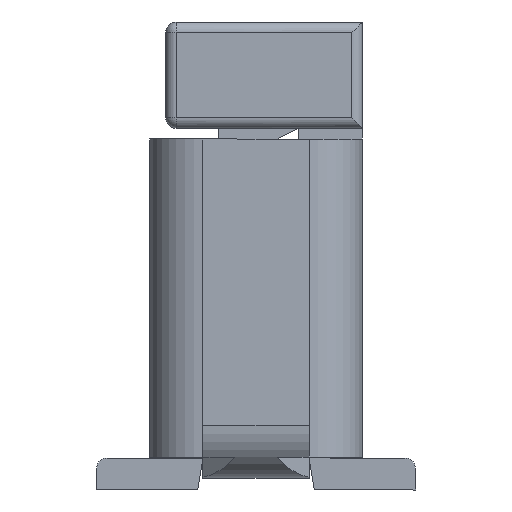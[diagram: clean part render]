
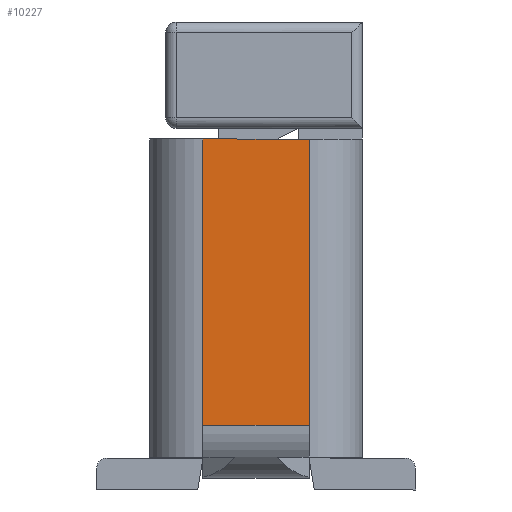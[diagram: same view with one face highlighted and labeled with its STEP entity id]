
A CAD part, left-side view. The second image highlights one B-rep face of the part: STEP entity #10227.
In plain terms, the highlighted planar face has unit normal (-1, 0, 0).
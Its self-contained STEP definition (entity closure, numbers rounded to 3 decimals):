
#1270 = ORIENTED_EDGE ( 'NONE', *, *, #9584, .T. ) ;
#2069 = CARTESIAN_POINT ( 'NONE',  ( -4.25, -2.45, -1.84 ) ) ;
#3615 = VECTOR ( 'NONE', #25669, 1000. ) ;
#4104 = VECTOR ( 'NONE', #17478, 1000. ) ;
#5427 = PLANE ( 'NONE',  #15204 ) ;
#5594 = EDGE_CURVE ( 'NONE', #27322, #20622, #34427, .T. ) ;
#6060 = CARTESIAN_POINT ( 'NONE',  ( -4.25, -2.45, 0.85 ) ) ;
#6398 = CARTESIAN_POINT ( 'NONE',  ( -4.25, -3.45, -4.831 ) ) ;
#6471 = CARTESIAN_POINT ( 'NONE',  ( -4.25, -2.45, -1.84 ) ) ;
#8134 = CARTESIAN_POINT ( 'NONE',  ( -4.25, -2.45, -4.831 ) ) ;
#8402 = VERTEX_POINT ( 'NONE', #20354 ) ;
#9584 = EDGE_CURVE ( 'NONE', #20622, #8402, #35695, .T. ) ;
#10227 = ADVANCED_FACE ( 'NONE', ( #11565 ), #5427, .F. ) ;
#11565 = FACE_OUTER_BOUND ( 'NONE', #17948, .T. ) ;
#11892 = EDGE_CURVE ( 'NONE', #8402, #29574, #34801, .T. ) ;
#12079 = DIRECTION ( 'NONE',  ( 0., 0., -1. ) ) ;
#14623 = CARTESIAN_POINT ( 'NONE',  ( -4.25, -3.95, -4.831 ) ) ;
#15204 = AXIS2_PLACEMENT_3D ( 'NONE', #14623, #23059, #12079 ) ;
#17478 = DIRECTION ( 'NONE',  ( 0., -1., 0. ) ) ;
#17948 = EDGE_LOOP ( 'NONE', ( #25766, #1270, #34822, #27365 ) ) ;
#19104 = DIRECTION ( 'NONE',  ( 0., 0., 1. ) ) ;
#20015 = CARTESIAN_POINT ( 'NONE',  ( -4.25, -3.45, -1.84 ) ) ;
#20354 = CARTESIAN_POINT ( 'NONE',  ( -4.25, -3.45, 0.85 ) ) ;
#20622 = VERTEX_POINT ( 'NONE', #20015 ) ;
#22634 = VECTOR ( 'NONE', #26468, 1000. ) ;
#23059 = DIRECTION ( 'NONE',  ( 1., 0., 0. ) ) ;
#24804 = EDGE_CURVE ( 'NONE', #27322, #29574, #32818, .T. ) ;
#25669 = DIRECTION ( 'NONE',  ( 0., 0., 1. ) ) ;
#25766 = ORIENTED_EDGE ( 'NONE', *, *, #5594, .T. ) ;
#26468 = DIRECTION ( 'NONE',  ( 0., 1., 0. ) ) ;
#27322 = VERTEX_POINT ( 'NONE', #2069 ) ;
#27365 = ORIENTED_EDGE ( 'NONE', *, *, #24804, .F. ) ;
#29563 = CARTESIAN_POINT ( 'NONE',  ( -4.25, -3.95, 0.85 ) ) ;
#29574 = VERTEX_POINT ( 'NONE', #6060 ) ;
#32818 = LINE ( 'NONE', #8134, #35630 ) ;
#34427 = LINE ( 'NONE', #6471, #4104 ) ;
#34801 = LINE ( 'NONE', #29563, #22634 ) ;
#34822 = ORIENTED_EDGE ( 'NONE', *, *, #11892, .T. ) ;
#35630 = VECTOR ( 'NONE', #19104, 1000. ) ;
#35695 = LINE ( 'NONE', #6398, #3615 ) ;
